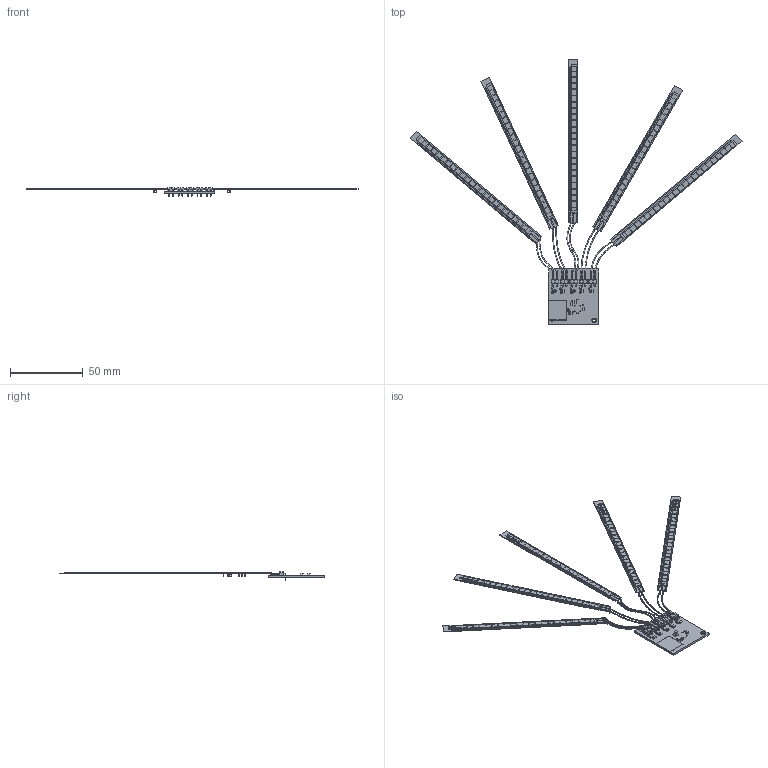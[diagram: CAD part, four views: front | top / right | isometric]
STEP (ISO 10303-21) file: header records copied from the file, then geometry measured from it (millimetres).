
FILE_DESCRIPTION(/* description */ (''),/* implementation_level */ '2;1');
FILE_NAME(/* name */ 'Assembly.step',/* time_stamp */ '2026-02-10T12:49:32+06:00',/* author */ (''),/* organization */ (''),/* preprocessor_version */ 'ST-DEVELOPER v20.1',/* originating_system */ 'Autodesk Translation Framework v14.24.0.0',/* authorisation */ '');
FILE_SCHEMA (('AUTOMOTIVE_DESIGN { 1 0 10303 214 3 1 1 }'));
Length unit declared in the file: millimetre
Products named in the file (13): 2026-02-10-12-45-29-082; 2026-02-08-14-10-27-997; 2026-02-05-18-48-19-493; 2026-02-05-18-48-19-493_1; 2026-02-05-18-48-19-493_2; 2026-02-05-18-48-19-494; 2026-02-05-18-48-19-495; 2026-02-09-14-13-37-884; 2026-02-09-14-13-37-888; 2026-02-09-14-13-37-889; 2026-02-09-14-13-37-887; 2026-02-09-14-13-37-885; 2026-02-09-14-13-37-886
Assembly tree (29 placements, depth 4):
  2026-02-10-12-45-29-082
    2026-02-08-14-10-27-997
      2026-02-05-18-48-19-493
        2026-02-05-18-48-19-494
        2026-02-05-18-48-19-495
      2026-02-05-18-48-19-493_1
        2026-02-05-18-48-19-494
        2026-02-05-18-48-19-495
      2026-02-05-18-48-19-493_2  x3
        2026-02-05-18-48-19-494
        2026-02-05-18-48-19-495
    2026-02-09-14-13-37-884
      2026-02-09-14-13-37-885  x7
      2026-02-09-14-13-37-886  x5
      2026-02-09-14-13-37-887  x2
      2026-02-09-14-13-37-888
      2026-02-09-14-13-37-889
Bounding box: 228.63 x 183 x 5.54 mm (x, y, z)
Volume: 4115.9 mm3; surface area: 17048.8 mm2
Topology: 35 solids, 204 shells, 2874 faces, 7987 edges, 5586 vertices
Faces by surface type: plane 2088, cylinder 581, bspline 205
Full cylindrical faces by diameter (mm): 1 x10, 2 x1
Entity records: 29302 total; most frequent: CARTESIAN_POINT 7151, DIRECTION 4277, ORIENTED_EDGE 3933, EDGE_CURVE 2455, VERTEX_POINT 1950, LINE 1791, VECTOR 1791, AXIS2_PLACEMENT_3D 1243
